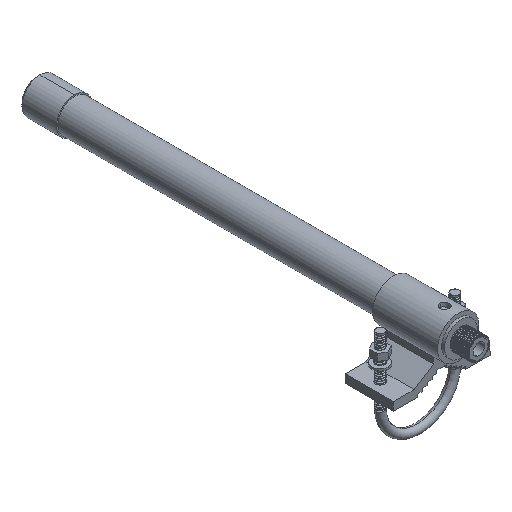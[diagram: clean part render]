
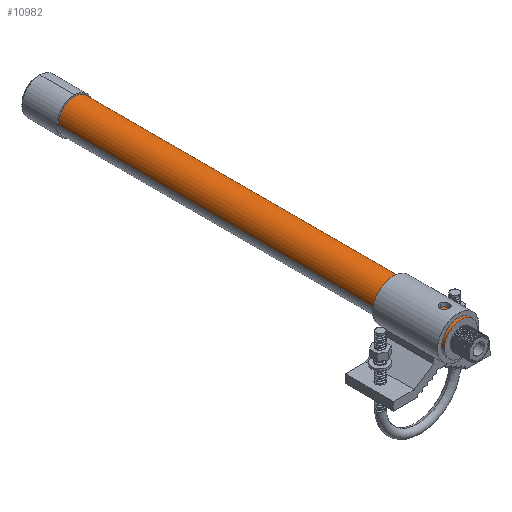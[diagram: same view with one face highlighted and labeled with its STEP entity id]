
A CAD part, isometric view. The second image highlights one B-rep face of the part: STEP entity #10982.
In plain terms, the highlighted cylindrical face has radius 12 mm (diameter 24 mm), a partial arc.
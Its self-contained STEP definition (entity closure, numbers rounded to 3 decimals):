
#1470 = DIRECTION ( 'NONE',  ( 1., 0., 0. ) ) ;
#1904 = CARTESIAN_POINT ( 'NONE',  ( 12., 0., 0. ) ) ;
#2161 = ORIENTED_EDGE ( 'NONE', *, *, #18811, .F. ) ;
#2347 = DIRECTION ( 'NONE',  ( 1., 0., 0. ) ) ;
#2842 = VECTOR ( 'NONE', #10382, 1000. ) ;
#4661 = DIRECTION ( 'NONE',  ( 0., 0., 1. ) ) ;
#5291 = EDGE_CURVE ( 'NONE', #13528, #13838, #19931, .T. ) ;
#5306 = CARTESIAN_POINT ( 'NONE',  ( 0., 0., 305. ) ) ;
#6396 = CIRCLE ( 'NONE', #12679, 12. ) ;
#7139 = LINE ( 'NONE', #8766, #2842 ) ;
#7360 = DIRECTION ( 'NONE',  ( -1., 0., 0. ) ) ;
#8695 = DIRECTION ( 'NONE',  ( 0., 0., -1. ) ) ;
#8766 = CARTESIAN_POINT ( 'NONE',  ( -12., 0., 305. ) ) ;
#10382 = DIRECTION ( 'NONE',  ( 0., 0., -1. ) ) ;
#10982 = ADVANCED_FACE ( 'NONE', ( #18154 ), #12086, .T. ) ;
#12074 = AXIS2_PLACEMENT_3D ( 'NONE', #5306, #8695, #7360 ) ;
#12086 = CYLINDRICAL_SURFACE ( 'NONE', #12074, 12. ) ;
#12679 = AXIS2_PLACEMENT_3D ( 'NONE', #20248, #20043, #2347 ) ;
#13528 = VERTEX_POINT ( 'NONE', #20405 ) ;
#13594 = CARTESIAN_POINT ( 'NONE',  ( -12., 0., 305. ) ) ;
#13838 = VERTEX_POINT ( 'NONE', #1904 ) ;
#14119 = VERTEX_POINT ( 'NONE', #16824 ) ;
#14156 = CIRCLE ( 'NONE', #19432, 12. ) ;
#14263 = CARTESIAN_POINT ( 'NONE',  ( 0., 0., 305. ) ) ;
#14336 = CARTESIAN_POINT ( 'NONE',  ( 12., 0., 305. ) ) ;
#15283 = EDGE_CURVE ( 'NONE', #15564, #14119, #7139, .T. ) ;
#15423 = VECTOR ( 'NONE', #18937, 1000. ) ;
#15564 = VERTEX_POINT ( 'NONE', #13594 ) ;
#16824 = CARTESIAN_POINT ( 'NONE',  ( -12., 0., 0. ) ) ;
#17011 = ORIENTED_EDGE ( 'NONE', *, *, #15283, .F. ) ;
#17225 = ORIENTED_EDGE ( 'NONE', *, *, #18406, .T. ) ;
#17674 = ORIENTED_EDGE ( 'NONE', *, *, #5291, .T. ) ;
#18154 = FACE_OUTER_BOUND ( 'NONE', #20673, .T. ) ;
#18406 = EDGE_CURVE ( 'NONE', #13838, #14119, #6396, .T. ) ;
#18811 = EDGE_CURVE ( 'NONE', #13528, #15564, #14156, .T. ) ;
#18937 = DIRECTION ( 'NONE',  ( 0., 0., -1. ) ) ;
#19432 = AXIS2_PLACEMENT_3D ( 'NONE', #14263, #4661, #1470 ) ;
#19931 = LINE ( 'NONE', #14336, #15423 ) ;
#20043 = DIRECTION ( 'NONE',  ( 0., 0., 1. ) ) ;
#20248 = CARTESIAN_POINT ( 'NONE',  ( 0., 0., 0. ) ) ;
#20405 = CARTESIAN_POINT ( 'NONE',  ( 12., 0., 305. ) ) ;
#20673 = EDGE_LOOP ( 'NONE', ( #2161, #17674, #17225, #17011 ) ) ;
